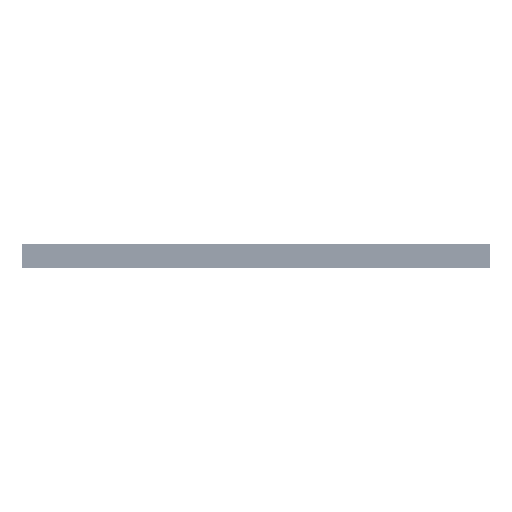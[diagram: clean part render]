
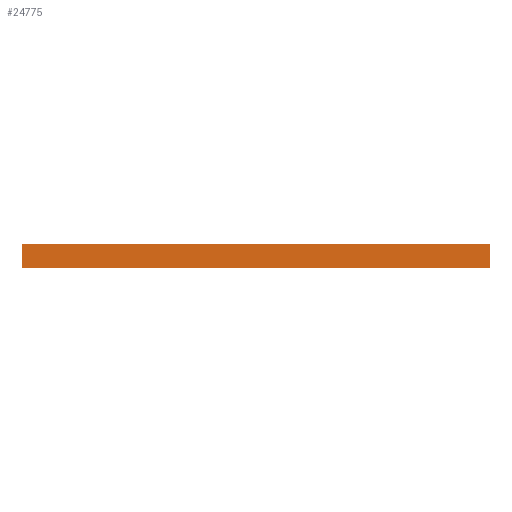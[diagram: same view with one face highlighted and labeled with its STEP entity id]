
A CAD part, left-side view. The second image highlights one B-rep face of the part: STEP entity #24775.
In plain terms, the highlighted planar face has unit normal (-1, 0, 0).
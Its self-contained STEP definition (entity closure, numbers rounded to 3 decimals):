
#5669=FACE_OUTER_BOUND('',#8187,.T.);
#8187=EDGE_LOOP('',(#22029,#22030,#22031,#22032));
#8969=LINE('',#39747,#10209);
#9729=LINE('',#43459,#10969);
#9735=LINE('',#43470,#10975);
#9736=LINE('',#43472,#10976);
#10209=VECTOR('',#32029,10.);
#10969=VECTOR('',#36607,10.);
#10975=VECTOR('',#36617,10.);
#10976=VECTOR('',#36620,10.);
#12009=VERTEX_POINT('',#39745);
#12010=VERTEX_POINT('',#39746);
#13053=VERTEX_POINT('',#43458);
#13056=VERTEX_POINT('',#43468);
#14465=EDGE_CURVE('',#12009,#12010,#8969,.T.);
#16169=EDGE_CURVE('',#13053,#12009,#9729,.T.);
#16175=EDGE_CURVE('',#12010,#13056,#9735,.T.);
#16176=EDGE_CURVE('',#13053,#13056,#9736,.T.);
#22029=ORIENTED_EDGE('',*,*,#16175,.T.);
#22030=ORIENTED_EDGE('',*,*,#16176,.F.);
#22031=ORIENTED_EDGE('',*,*,#16169,.T.);
#22032=ORIENTED_EDGE('',*,*,#14465,.T.);
#23125=PLANE('',#28319);
#24775=ADVANCED_FACE('',(#5669),#23125,.T.);
#28319=AXIS2_PLACEMENT_3D('',#43471,#36618,#36619);
#32029=DIRECTION('',(0.,-1.,0.));
#36607=DIRECTION('',(0.,0.,-1.));
#36617=DIRECTION('',(0.,0.,1.));
#36618=DIRECTION('center_axis',(-1.,0.,0.));
#36619=DIRECTION('ref_axis',(0.,-1.,0.));
#36620=DIRECTION('',(0.,-1.,0.));
#39745=CARTESIAN_POINT('',(0.,40.,-1.));
#39746=CARTESIAN_POINT('',(0.,0.,-1.));
#39747=CARTESIAN_POINT('',(0.,40.,-1.));
#43458=CARTESIAN_POINT('',(0.,40.,1.));
#43459=CARTESIAN_POINT('',(0.,40.,0.));
#43468=CARTESIAN_POINT('',(0.,0.,1.));
#43470=CARTESIAN_POINT('',(0.,0.,0.));
#43471=CARTESIAN_POINT('Origin',(0.,40.,0.));
#43472=CARTESIAN_POINT('',(0.,40.,1.));
